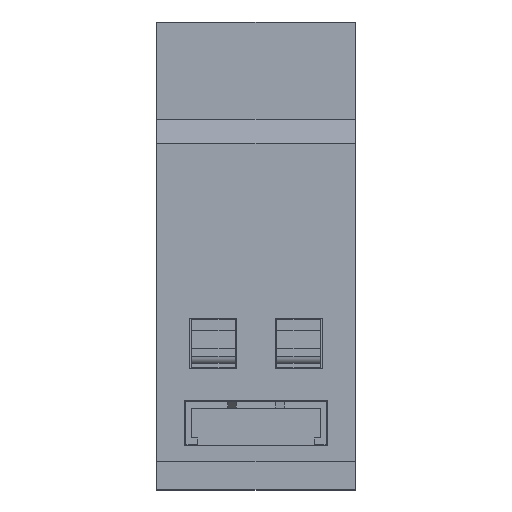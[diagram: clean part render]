
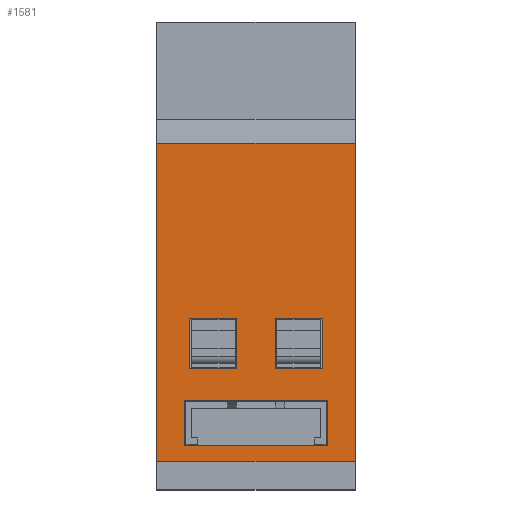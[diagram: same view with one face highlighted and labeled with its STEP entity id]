
A CAD part, top view. The second image highlights one B-rep face of the part: STEP entity #1581.
In plain terms, the highlighted planar face has unit normal (0, 0, 1).
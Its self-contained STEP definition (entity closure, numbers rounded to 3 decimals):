
#79=ORIENTED_EDGE('',*,*,#539,.F.);
#80=ORIENTED_EDGE('',*,*,#540,.F.);
#81=ORIENTED_EDGE('',*,*,#541,.F.);
#82=ORIENTED_EDGE('',*,*,#542,.F.);
#83=ORIENTED_EDGE('',*,*,#543,.T.);
#84=ORIENTED_EDGE('',*,*,#544,.F.);
#85=ORIENTED_EDGE('',*,*,#545,.F.);
#86=ORIENTED_EDGE('',*,*,#546,.T.);
#87=ORIENTED_EDGE('',*,*,#547,.F.);
#88=ORIENTED_EDGE('',*,*,#548,.F.);
#89=ORIENTED_EDGE('',*,*,#549,.F.);
#90=ORIENTED_EDGE('',*,*,#550,.F.);
#91=ORIENTED_EDGE('',*,*,#551,.F.);
#92=ORIENTED_EDGE('',*,*,#552,.F.);
#93=ORIENTED_EDGE('',*,*,#553,.F.);
#94=ORIENTED_EDGE('',*,*,#554,.F.);
#539=EDGE_CURVE('',#769,#770,#921,.T.);
#540=EDGE_CURVE('',#771,#769,#922,.T.);
#541=EDGE_CURVE('',#772,#771,#923,.T.);
#542=EDGE_CURVE('',#770,#772,#924,.T.);
#543=EDGE_CURVE('',#773,#774,#925,.T.);
#544=EDGE_CURVE('',#775,#774,#926,.T.);
#545=EDGE_CURVE('',#776,#775,#927,.T.);
#546=EDGE_CURVE('',#776,#773,#928,.T.);
#547=EDGE_CURVE('',#777,#778,#929,.T.);
#548=EDGE_CURVE('',#779,#777,#930,.T.);
#549=EDGE_CURVE('',#780,#779,#931,.T.);
#550=EDGE_CURVE('',#778,#780,#932,.T.);
#551=EDGE_CURVE('',#781,#782,#933,.T.);
#552=EDGE_CURVE('',#783,#781,#934,.T.);
#553=EDGE_CURVE('',#784,#783,#935,.T.);
#554=EDGE_CURVE('',#782,#784,#936,.T.);
#769=VERTEX_POINT('',#2233);
#770=VERTEX_POINT('',#2234);
#771=VERTEX_POINT('',#2236);
#772=VERTEX_POINT('',#2238);
#773=VERTEX_POINT('',#2241);
#774=VERTEX_POINT('',#2242);
#775=VERTEX_POINT('',#2244);
#776=VERTEX_POINT('',#2246);
#777=VERTEX_POINT('',#2249);
#778=VERTEX_POINT('',#2250);
#779=VERTEX_POINT('',#2252);
#780=VERTEX_POINT('',#2254);
#781=VERTEX_POINT('',#2257);
#782=VERTEX_POINT('',#2258);
#783=VERTEX_POINT('',#2260);
#784=VERTEX_POINT('',#2262);
#921=LINE('',#2232,#1103);
#922=LINE('',#2235,#1104);
#923=LINE('',#2237,#1105);
#924=LINE('',#2239,#1106);
#925=LINE('',#2240,#1107);
#926=LINE('',#2243,#1108);
#927=LINE('',#2245,#1109);
#928=LINE('',#2247,#1110);
#929=LINE('',#2248,#1111);
#930=LINE('',#2251,#1112);
#931=LINE('',#2253,#1113);
#932=LINE('',#2255,#1114);
#933=LINE('',#2256,#1115);
#934=LINE('',#2259,#1116);
#935=LINE('',#2261,#1117);
#936=LINE('',#2263,#1118);
#1103=VECTOR('',#1812,1000.);
#1104=VECTOR('',#1813,1000.);
#1105=VECTOR('',#1814,1000.);
#1106=VECTOR('',#1815,1000.);
#1107=VECTOR('',#1816,1000.);
#1108=VECTOR('',#1817,1000.);
#1109=VECTOR('',#1818,1000.);
#1110=VECTOR('',#1819,1000.);
#1111=VECTOR('',#1820,1000.);
#1112=VECTOR('',#1821,1000.);
#1113=VECTOR('',#1822,1000.);
#1114=VECTOR('',#1823,1000.);
#1115=VECTOR('',#1824,1000.);
#1116=VECTOR('',#1825,1000.);
#1117=VECTOR('',#1826,1000.);
#1118=VECTOR('',#1827,1000.);
#1285=EDGE_LOOP('',(#79,#80,#81,#82));
#1286=EDGE_LOOP('',(#83,#84,#85,#86));
#1287=EDGE_LOOP('',(#87,#88,#89,#90));
#1288=EDGE_LOOP('',(#91,#92,#93,#94));
#1395=FACE_BOUND('',#1285,.T.);
#1396=FACE_BOUND('',#1286,.T.);
#1397=FACE_BOUND('',#1287,.T.);
#1398=FACE_BOUND('',#1288,.T.);
#1505=PLANE('',#1689);
#1581=ADVANCED_FACE('',(#1395,#1396,#1397,#1398),#1505,.F.);
#1689=AXIS2_PLACEMENT_3D('',#2231,#1810,#1811);
#1810=DIRECTION('',(0.,0.,-1.));
#1811=DIRECTION('',(-1.,0.,0.));
#1812=DIRECTION('',(0.,-1.,0.));
#1813=DIRECTION('',(-1.,0.,0.));
#1814=DIRECTION('',(0.,1.,0.));
#1815=DIRECTION('',(1.,0.,0.));
#1816=DIRECTION('',(0.,1.,0.));
#1817=DIRECTION('',(1.,0.,0.));
#1818=DIRECTION('',(0.,1.,0.));
#1819=DIRECTION('',(1.,0.,0.));
#1820=DIRECTION('',(0.,-1.,0.));
#1821=DIRECTION('',(-1.,0.,0.));
#1822=DIRECTION('',(0.,1.,0.));
#1823=DIRECTION('',(1.,0.,0.));
#1824=DIRECTION('',(0.,-1.,0.));
#1825=DIRECTION('',(-1.,0.,0.));
#1826=DIRECTION('',(0.,1.,0.));
#1827=DIRECTION('',(1.,0.,0.));
#2231=CARTESIAN_POINT('',(0.,5.,36.9));
#2232=CARTESIAN_POINT('',(5.75,30.2,36.9));
#2233=CARTESIAN_POINT('',(5.75,30.2,36.9));
#2234=CARTESIAN_POINT('',(5.75,21.3,36.9));
#2235=CARTESIAN_POINT('',(14.15,30.2,36.9));
#2236=CARTESIAN_POINT('',(14.15,30.2,36.9));
#2237=CARTESIAN_POINT('',(14.15,21.3,36.9));
#2238=CARTESIAN_POINT('',(14.15,21.3,36.9));
#2239=CARTESIAN_POINT('',(5.75,21.3,36.9));
#2240=CARTESIAN_POINT('',(35.,5.,36.9));
#2241=CARTESIAN_POINT('',(35.,5.,36.9));
#2242=CARTESIAN_POINT('',(35.,61.,36.9));
#2243=CARTESIAN_POINT('',(0.,61.,36.9));
#2244=CARTESIAN_POINT('',(0.,61.,36.9));
#2245=CARTESIAN_POINT('',(0.,5.,36.9));
#2246=CARTESIAN_POINT('',(0.,5.,36.9));
#2247=CARTESIAN_POINT('',(0.,5.,36.9));
#2248=CARTESIAN_POINT('',(4.9,15.7,36.9));
#2249=CARTESIAN_POINT('',(4.9,15.7,36.9));
#2250=CARTESIAN_POINT('',(4.9,7.8,36.9));
#2251=CARTESIAN_POINT('',(30.1,15.7,36.9));
#2252=CARTESIAN_POINT('',(30.1,15.7,36.9));
#2253=CARTESIAN_POINT('',(30.1,7.8,36.9));
#2254=CARTESIAN_POINT('',(30.1,7.8,36.9));
#2255=CARTESIAN_POINT('',(4.9,7.8,36.9));
#2256=CARTESIAN_POINT('',(20.85,30.2,36.9));
#2257=CARTESIAN_POINT('',(20.85,30.2,36.9));
#2258=CARTESIAN_POINT('',(20.85,21.3,36.9));
#2259=CARTESIAN_POINT('',(29.25,30.2,36.9));
#2260=CARTESIAN_POINT('',(29.25,30.2,36.9));
#2261=CARTESIAN_POINT('',(29.25,21.3,36.9));
#2262=CARTESIAN_POINT('',(29.25,21.3,36.9));
#2263=CARTESIAN_POINT('',(20.85,21.3,36.9));
